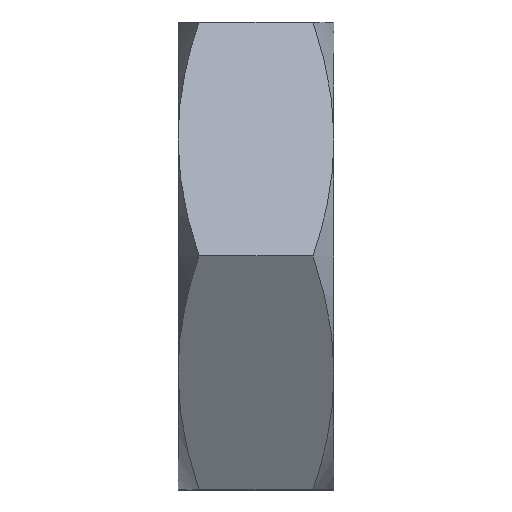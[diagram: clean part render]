
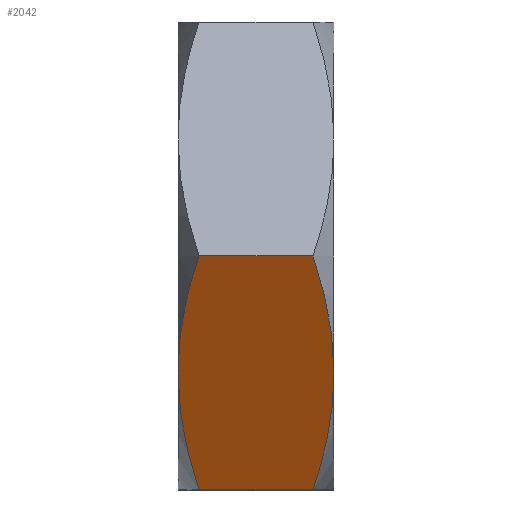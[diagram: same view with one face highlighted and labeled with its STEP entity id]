
A CAD part, left-side view. The second image highlights one B-rep face of the part: STEP entity #2042.
In plain terms, the highlighted planar face has unit normal (-0.866, 0, -0.5).
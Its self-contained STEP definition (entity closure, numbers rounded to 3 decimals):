
#3 = CARTESIAN_POINT ( 'NONE',  ( -5.196, 2.196, -9. ) ) ;
#77 = DIRECTION ( 'NONE',  ( 0.5, 0., -0.866 ) ) ;
#120 = CARTESIAN_POINT ( 'NONE',  ( -7.794, 3., -4.5 ) ) ;
#128 = B_SPLINE_CURVE_WITH_KNOTS ( 'NONE', 3,
 ( #120, #2525, #145, #956, #725, #530, #1761, #2362 ),
 .UNSPECIFIED., .F., .F.,
 ( 4, 2, 2, 4 ),
 ( 0.005, 0.007, 0.008, 0.01 ),
 .UNSPECIFIED. ) ;
#138 = CARTESIAN_POINT ( 'NONE',  ( -7.794, 3., -4.5 ) ) ;
#145 = CARTESIAN_POINT ( 'NONE',  ( -7.352, 2.981, -5.266 ) ) ;
#158 = CARTESIAN_POINT ( 'NONE',  ( -10.392, -2.196, 0. ) ) ;
#197 = CARTESIAN_POINT ( 'NONE',  ( -7.794, 3., -4.5 ) ) ;
#235 = CARTESIAN_POINT ( 'NONE',  ( -6.049, -2.644, -7.522 ) ) ;
#256 = VERTEX_POINT ( 'NONE', #914 ) ;
#276 = DIRECTION ( 'NONE',  ( 0.866, 0., 0.5 ) ) ;
#389 = CARTESIAN_POINT ( 'NONE',  ( -5.196, -2.196, -9. ) ) ;
#448 = CARTESIAN_POINT ( 'NONE',  ( -8.892, -2.853, -2.599 ) ) ;
#489 = CARTESIAN_POINT ( 'NONE',  ( -8.015, -3., -4.118 ) ) ;
#530 = CARTESIAN_POINT ( 'NONE',  ( -6.048, 2.643, -7.525 ) ) ;
#562 = B_SPLINE_CURVE_WITH_KNOTS ( 'NONE', 3,
 ( #389, #2031, #235, #1038, #1791, #1403 ),
 .UNSPECIFIED., .F., .F.,
 ( 4, 2, 4 ),
 ( 0., 0.003, 0.005 ),
 .UNSPECIFIED. ) ;
#579 = ORIENTED_EDGE ( 'NONE', *, *, #2302, .T. ) ;
#590 = CARTESIAN_POINT ( 'NONE',  ( -5.196, 3., -9. ) ) ;
#627 = LINE ( 'NONE', #590, #794 ) ;
#674 = PLANE ( 'NONE',  #1324 ) ;
#724 = ORIENTED_EDGE ( 'NONE', *, *, #1483, .T. ) ;
#725 = CARTESIAN_POINT ( 'NONE',  ( -6.697, 2.853, -6.401 ) ) ;
#794 = VECTOR ( 'NONE', #1219, 1000. ) ;
#816 = B_SPLINE_CURVE_WITH_KNOTS ( 'NONE', 3,
 ( #1667, #489, #1882, #2448, #448, #1468, #1069, #874 ),
 .UNSPECIFIED., .F., .F.,
 ( 4, 2, 2, 4 ),
 ( 0.005, 0.007, 0.008, 0.01 ),
 .UNSPECIFIED. ) ;
#826 = CARTESIAN_POINT ( 'NONE',  ( -10.392, 3., 0. ) ) ;
#830 = ORIENTED_EDGE ( 'NONE', *, *, #1867, .F. ) ;
#856 = VERTEX_POINT ( 'NONE', #158 ) ;
#874 = CARTESIAN_POINT ( 'NONE',  ( -10.392, -2.196, 0. ) ) ;
#914 = CARTESIAN_POINT ( 'NONE',  ( -7.794, -3., -4.5 ) ) ;
#929 = VERTEX_POINT ( 'NONE', #1613 ) ;
#956 = CARTESIAN_POINT ( 'NONE',  ( -6.914, 2.907, -6.024 ) ) ;
#987 = CARTESIAN_POINT ( 'NONE',  ( -9.967, 2.442, -0.736 ) ) ;
#1010 = DIRECTION ( 'NONE',  ( 0., -1., 0. ) ) ;
#1038 = CARTESIAN_POINT ( 'NONE',  ( -6.914, -2.923, -6.024 ) ) ;
#1069 = CARTESIAN_POINT ( 'NONE',  ( -9.968, -2.441, -0.734 ) ) ;
#1095 = VERTEX_POINT ( 'NONE', #2244 ) ;
#1137 = EDGE_CURVE ( 'NONE', #256, #856, #816, .T. ) ;
#1219 = DIRECTION ( 'NONE',  ( 0., -1., 0. ) ) ;
#1241 = EDGE_CURVE ( 'NONE', #929, #256, #562, .T. ) ;
#1307 = VECTOR ( 'NONE', #1010, 1000. ) ;
#1324 = AXIS2_PLACEMENT_3D ( 'NONE', #1477, #276, #77 ) ;
#1380 = CARTESIAN_POINT ( 'NONE',  ( -8.674, 2.923, -2.976 ) ) ;
#1403 = CARTESIAN_POINT ( 'NONE',  ( -7.794, -3., -4.5 ) ) ;
#1414 = B_SPLINE_CURVE_WITH_KNOTS ( 'NONE', 3,
 ( #2215, #987, #2190, #1380, #1995, #197 ),
 .UNSPECIFIED., .F., .F.,
 ( 4, 2, 4 ),
 ( 0., 0.003, 0.005 ),
 .UNSPECIFIED. ) ;
#1450 = EDGE_LOOP ( 'NONE', ( #724, #2269, #1964, #830, #579, #2067 ) ) ;
#1468 = CARTESIAN_POINT ( 'NONE',  ( -9.541, -2.643, -1.475 ) ) ;
#1477 = CARTESIAN_POINT ( 'NONE',  ( -5.196, 3., -9. ) ) ;
#1481 = VERTEX_POINT ( 'NONE', #3 ) ;
#1483 = EDGE_CURVE ( 'NONE', #1481, #929, #627, .T. ) ;
#1491 = FACE_OUTER_BOUND ( 'NONE', #1450, .T. ) ;
#1613 = CARTESIAN_POINT ( 'NONE',  ( -5.196, -2.196, -9. ) ) ;
#1667 = CARTESIAN_POINT ( 'NONE',  ( -7.794, -3., -4.5 ) ) ;
#1726 = VERTEX_POINT ( 'NONE', #138 ) ;
#1761 = CARTESIAN_POINT ( 'NONE',  ( -5.62, 2.441, -8.266 ) ) ;
#1767 = EDGE_CURVE ( 'NONE', #1726, #1481, #128, .T. ) ;
#1791 = CARTESIAN_POINT ( 'NONE',  ( -7.352, -3., -5.267 ) ) ;
#1867 = EDGE_CURVE ( 'NONE', #1095, #856, #2021, .T. ) ;
#1882 = CARTESIAN_POINT ( 'NONE',  ( -8.236, -2.981, -3.734 ) ) ;
#1964 = ORIENTED_EDGE ( 'NONE', *, *, #1137, .T. ) ;
#1995 = CARTESIAN_POINT ( 'NONE',  ( -8.237, 3., -3.733 ) ) ;
#2021 = LINE ( 'NONE', #826, #1307 ) ;
#2031 = CARTESIAN_POINT ( 'NONE',  ( -5.621, -2.442, -8.264 ) ) ;
#2042 = ADVANCED_FACE ( 'NONE', ( #1491 ), #674, .F. ) ;
#2067 = ORIENTED_EDGE ( 'NONE', *, *, #1767, .T. ) ;
#2190 = CARTESIAN_POINT ( 'NONE',  ( -9.539, 2.644, -1.478 ) ) ;
#2215 = CARTESIAN_POINT ( 'NONE',  ( -10.392, 2.196, 0. ) ) ;
#2244 = CARTESIAN_POINT ( 'NONE',  ( -10.392, 2.196, 0. ) ) ;
#2269 = ORIENTED_EDGE ( 'NONE', *, *, #1241, .T. ) ;
#2302 = EDGE_CURVE ( 'NONE', #1095, #1726, #1414, .T. ) ;
#2362 = CARTESIAN_POINT ( 'NONE',  ( -5.196, 2.196, -9. ) ) ;
#2448 = CARTESIAN_POINT ( 'NONE',  ( -8.674, -2.907, -2.976 ) ) ;
#2525 = CARTESIAN_POINT ( 'NONE',  ( -7.574, 3., -4.882 ) ) ;
